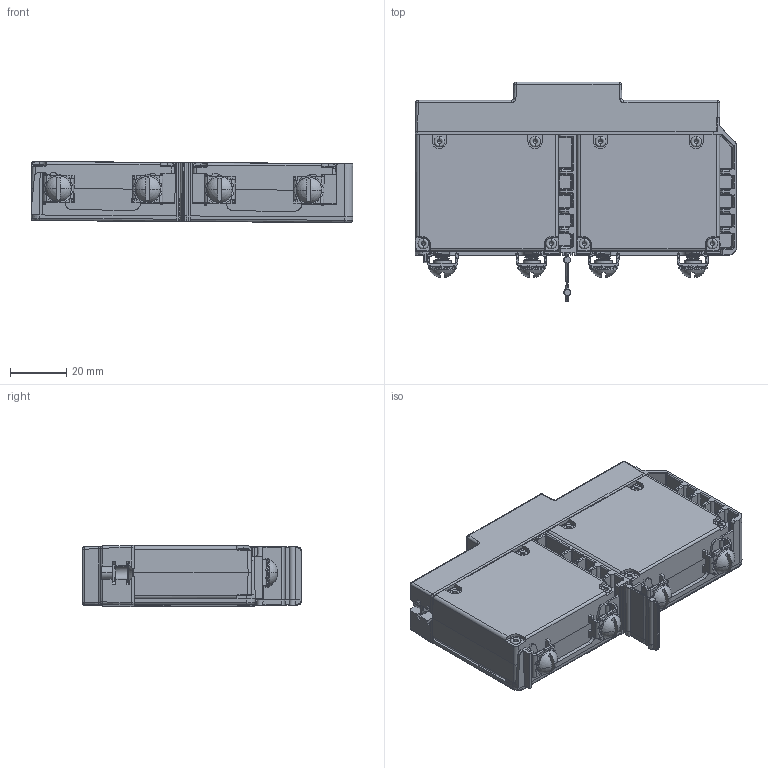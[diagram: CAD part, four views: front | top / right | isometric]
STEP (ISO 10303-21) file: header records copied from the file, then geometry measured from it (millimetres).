
FILE_DESCRIPTION((''),'2;1');
FILE_NAME('TB2-B0-26-620-KGH-CA_SW0001','2017-02-01T',('patrickmoody'),(''),'CREO PARAMETRIC BY PTC INC, 2015480','CREO PARAMETRIC BY PTC INC, 2015480','');
FILE_SCHEMA(('AUTOMOTIVE_DESIGN { 1 0 10303 214 1 1 1 1 }'));
Products named in the file (1): TB2-B0-26-620-KGH-CA_SW0001
Bounding box: 114.04 x 77.85 x 21.64 mm (x, y, z)
Volume: 105985.5 mm3; surface area: 52713.3 mm2
Topology: 1 solids, 7 shells, 4562 faces, 13069 edges, 8505 vertices
Faces by surface type: plane 2920, cylinder 842, extrusion 318, bspline 212, cone 160, sphere 58, torus 52
Entity records: 179246 total; most frequent: CARTESIAN_POINT 46858, ORIENTED_EDGE 26074, DIRECTION 21294, EDGE_CURVE 13037, VECTOR 9820, LINE 9502, VERTEX_POINT 8505, AXIS2_PLACEMENT_3D 5737
